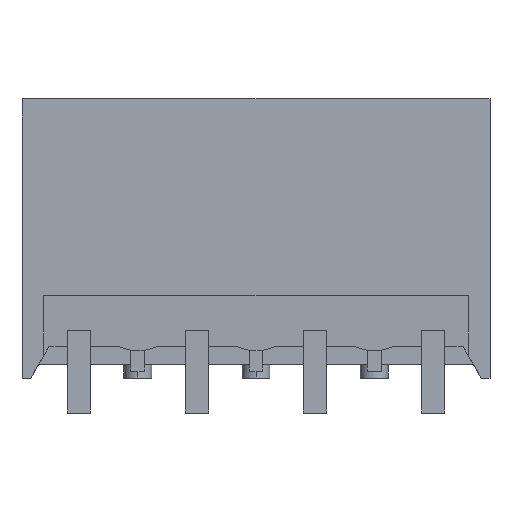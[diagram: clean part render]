
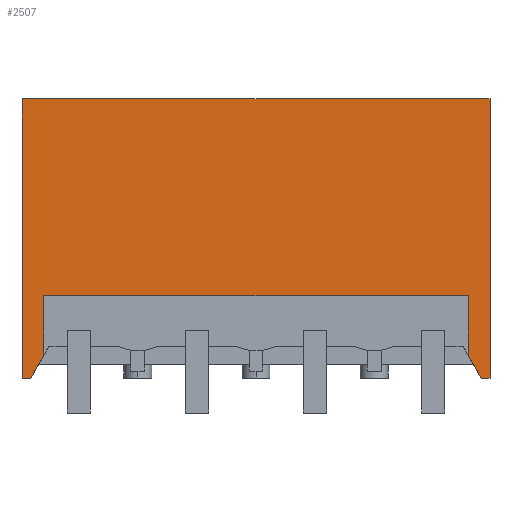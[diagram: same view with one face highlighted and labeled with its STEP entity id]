
A CAD part, front view. The second image highlights one B-rep face of the part: STEP entity #2507.
In plain terms, the highlighted planar face has unit normal (0, -1, 0).
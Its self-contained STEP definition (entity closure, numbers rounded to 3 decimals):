
#2476=AXIS2_PLACEMENT_3D('Plane Axis2P3D',#2473,#2474,#2475) ;
#972=CARTESIAN_POINT('Vertex',(0.94,0.,2.481)) ;
#975=CARTESIAN_POINT('Line Origine',(0.657,0.,1.991)) ;
#979=CARTESIAN_POINT('Vertex',(0.373,0.,1.5)) ;
#1026=CARTESIAN_POINT('Line Origine',(0.187,0.,1.5)) ;
#1030=CARTESIAN_POINT('Vertex',(0.,0.,1.5)) ;
#1050=CARTESIAN_POINT('Line Origine',(0.,0.,7.5)) ;
#1054=CARTESIAN_POINT('Vertex',(0.,0.,13.5)) ;
#1245=CARTESIAN_POINT('Vertex',(20.12,0.,13.5)) ;
#1248=CARTESIAN_POINT('Line Origine',(20.12,0.,7.5)) ;
#1252=CARTESIAN_POINT('Vertex',(20.12,0.,1.5)) ;
#1282=CARTESIAN_POINT('Line Origine',(19.933,0.,1.5)) ;
#1286=CARTESIAN_POINT('Vertex',(19.747,0.,1.5)) ;
#1355=CARTESIAN_POINT('Line Origine',(19.463,0.,1.991)) ;
#1359=CARTESIAN_POINT('Vertex',(19.18,0.,2.481)) ;
#2458=CARTESIAN_POINT('Vertex',(0.94,0.,5.05)) ;
#2461=CARTESIAN_POINT('Line Origine',(0.94,0.,3.766)) ;
#2473=CARTESIAN_POINT('Axis2P3D Location',(0.,0.,1.5)) ;
#2478=CARTESIAN_POINT('Line Origine',(10.06,0.,5.05)) ;
#2482=CARTESIAN_POINT('Vertex',(19.18,0.,5.05)) ;
#2485=CARTESIAN_POINT('Line Origine',(19.18,0.,3.766)) ;
#2490=CARTESIAN_POINT('Line Origine',(10.06,0.,13.5)) ;
#976=DIRECTION('Vector Direction',(-0.5,0.,-0.866)) ;
#1027=DIRECTION('Vector Direction',(1.,0.,0.)) ;
#1051=DIRECTION('Vector Direction',(0.,0.,1.)) ;
#1249=DIRECTION('Vector Direction',(0.,0.,1.)) ;
#1283=DIRECTION('Vector Direction',(1.,0.,0.)) ;
#1356=DIRECTION('Vector Direction',(-0.5,0.,0.866)) ;
#2462=DIRECTION('Vector Direction',(0.,0.,-1.)) ;
#2474=DIRECTION('Axis2P3D Direction',(0.,1.,0.)) ;
#2475=DIRECTION('Axis2P3D XDirection',(0.,0.,-1.)) ;
#2479=DIRECTION('Vector Direction',(-1.,0.,0.)) ;
#2486=DIRECTION('Vector Direction',(0.,0.,1.)) ;
#2491=DIRECTION('Vector Direction',(1.,0.,0.)) ;
#977=VECTOR('Line Direction',#976,1.) ;
#1028=VECTOR('Line Direction',#1027,1.) ;
#1052=VECTOR('Line Direction',#1051,1.) ;
#1250=VECTOR('Line Direction',#1249,1.) ;
#1284=VECTOR('Line Direction',#1283,1.) ;
#1357=VECTOR('Line Direction',#1356,1.) ;
#2463=VECTOR('Line Direction',#2462,1.) ;
#2480=VECTOR('Line Direction',#2479,1.) ;
#2487=VECTOR('Line Direction',#2486,1.) ;
#2492=VECTOR('Line Direction',#2491,1.) ;
#2496=ORIENTED_EDGE('',*,*,#1056,.F.) ;
#2497=ORIENTED_EDGE('',*,*,#1032,.T.) ;
#2498=ORIENTED_EDGE('',*,*,#981,.F.) ;
#2499=ORIENTED_EDGE('',*,*,#2465,.F.) ;
#2500=ORIENTED_EDGE('',*,*,#2484,.F.) ;
#2501=ORIENTED_EDGE('',*,*,#2489,.F.) ;
#2502=ORIENTED_EDGE('',*,*,#1361,.F.) ;
#2503=ORIENTED_EDGE('',*,*,#1288,.T.) ;
#2504=ORIENTED_EDGE('',*,*,#1254,.T.) ;
#2505=ORIENTED_EDGE('',*,*,#2494,.F.) ;
#2507=ADVANCED_FACE('HOUSING',(#2506),#2477,.F.) ;
#981=EDGE_CURVE('',#973,#980,#978,.T.) ;
#1032=EDGE_CURVE('',#1031,#980,#1029,.T.) ;
#1056=EDGE_CURVE('',#1031,#1055,#1053,.T.) ;
#1254=EDGE_CURVE('',#1253,#1246,#1251,.T.) ;
#1288=EDGE_CURVE('',#1287,#1253,#1285,.T.) ;
#1361=EDGE_CURVE('',#1287,#1360,#1358,.T.) ;
#2465=EDGE_CURVE('',#2459,#973,#2464,.T.) ;
#2484=EDGE_CURVE('',#2483,#2459,#2481,.T.) ;
#2489=EDGE_CURVE('',#1360,#2483,#2488,.T.) ;
#2494=EDGE_CURVE('',#1055,#1246,#2493,.T.) ;
#2495=EDGE_LOOP('',(#2496,#2497,#2498,#2499,#2500,#2501,#2502,#2503,#2504,#2505)) ;
#2506=FACE_OUTER_BOUND('',#2495,.T.) ;
#978=LINE('Line',#975,#977) ;
#1029=LINE('Line',#1026,#1028) ;
#1053=LINE('Line',#1050,#1052) ;
#1251=LINE('Line',#1248,#1250) ;
#1285=LINE('Line',#1282,#1284) ;
#1358=LINE('Line',#1355,#1357) ;
#2464=LINE('Line',#2461,#2463) ;
#2481=LINE('Line',#2478,#2480) ;
#2488=LINE('Line',#2485,#2487) ;
#2493=LINE('Line',#2490,#2492) ;
#2477=PLANE('',#2476) ;
#973=VERTEX_POINT('',#972) ;
#980=VERTEX_POINT('',#979) ;
#1031=VERTEX_POINT('',#1030) ;
#1055=VERTEX_POINT('',#1054) ;
#1246=VERTEX_POINT('',#1245) ;
#1253=VERTEX_POINT('',#1252) ;
#1287=VERTEX_POINT('',#1286) ;
#1360=VERTEX_POINT('',#1359) ;
#2459=VERTEX_POINT('',#2458) ;
#2483=VERTEX_POINT('',#2482) ;
